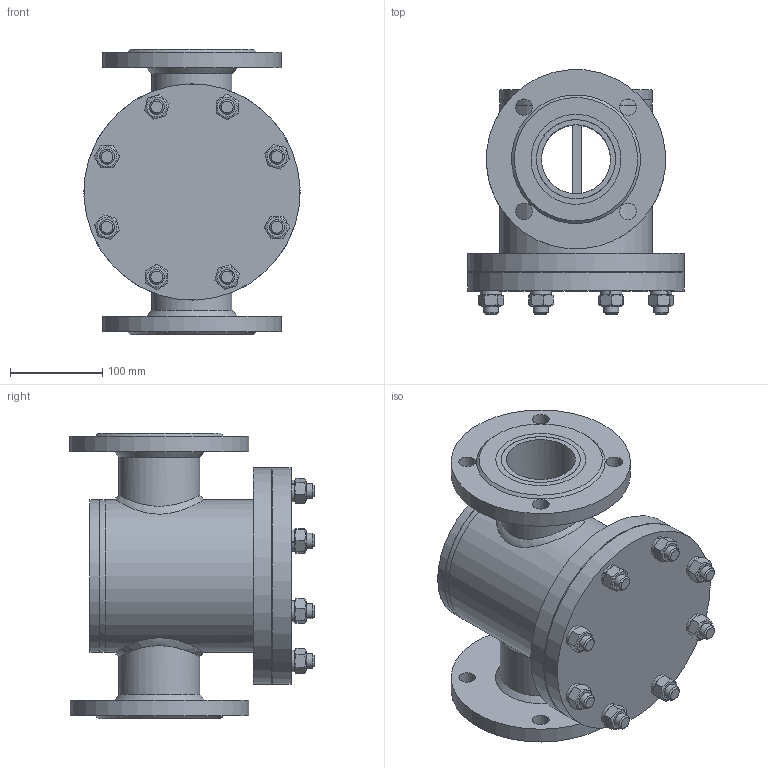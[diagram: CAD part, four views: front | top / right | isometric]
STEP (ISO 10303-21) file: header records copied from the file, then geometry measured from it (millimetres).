
FILE_DESCRIPTION((''),'2;1');
FILE_NAME('ФБ93 010 080 000.stp','2015-03-14T12:32:35',('��������'),(''),'Autodesk Inventor 2013','Autodesk Inventor 2013','');
FILE_SCHEMA(('AUTOMOTIVE_DESIGN { 1 0 10303 214 1 1 1 1 }'));
Length unit declared in the file: millimetre
Products named in the file (25): ФБ93 010 080 000; ФБ93 010 080 020; ФБ93 010 080 020_Сварные швы; ФБ93 010 080 023; ФБ93 010 080 022; ФБ93 010 080 021; ФБ93 010 080 021_1; ФБ93 010 080 024; ФБ39 010 080 013; ФБ39 010 080 013_1; ФБ93 010 080 040; ФБ93 010 080 050; ФБ93 010 080 051; ФБ93 010 080 051_1; ФБ93 010 080 052; ФБ93 010 080 052_1; ФБ93 010 080 053; ФБ93 010 080 012; ФБ93 010 080 041; ФБ93 010 080 002; ФБ10 001 050 003; ФБ93 010 080 001; Гайка ГОСТ 5915-70 M16; Шайба ГОСТ 6402-70 16 N; ФБ93 010 080 003
Assembly tree (49 placements, depth 4):
  ФБ93 010 080 000
    ФБ93 010 080 020
      ФБ93 010 080 020_Сварные швы
      ФБ93 010 080 023
      ФБ93 010 080 022
      ФБ93 010 080 021
      ФБ93 010 080 021_1
      ФБ93 010 080 024
      ФБ39 010 080 013
      ФБ39 010 080 013_1
    ФБ93 010 080 040
      ФБ93 010 080 050
        ФБ93 010 080 051
        ФБ93 010 080 051_1
        ФБ93 010 080 052
        ФБ93 010 080 052_1
        ФБ93 010 080 053  x4
      ФБ93 010 080 012  x2
      ФБ93 010 080 041
    ФБ93 010 080 002
    ФБ10 001 050 003
    ФБ93 010 080 001
    Гайка ГОСТ 5915-70 M16  x8
    Шайба ГОСТ 6402-70 16 N  x8
    ФБ93 010 080 003  x8
Bounding box: 235 x 265.24 x 310 mm (x, y, z)
Volume: 3370773.4 mm3; surface area: 895050.5 mm2
Topology: 53 solids, 53 shells, 416 faces, 926 edges, 618 vertices
Faces by surface type: plane 235, cylinder 109, cone 69, bspline 3
Full cylindrical faces by diameter (mm): 10 x3, 13.835 x16, 16 x8, 18 x24, 20 x1, 75 x4, 86 x6, 88 x6, 89 x4, 130 x1, 152 x1, 154 x1, 164 x3, 166 x2, 195 x2, 235 x3
Entity records: 8141 total; most frequent: CARTESIAN_POINT 2664, DIRECTION 1086, ORIENTED_EDGE 718, AXIS2_PLACEMENT_3D 474, EDGE_LOOP 420, EDGE_CURVE 359, VERTEX_POINT 295, FACE_OUTER_BOUND 220
